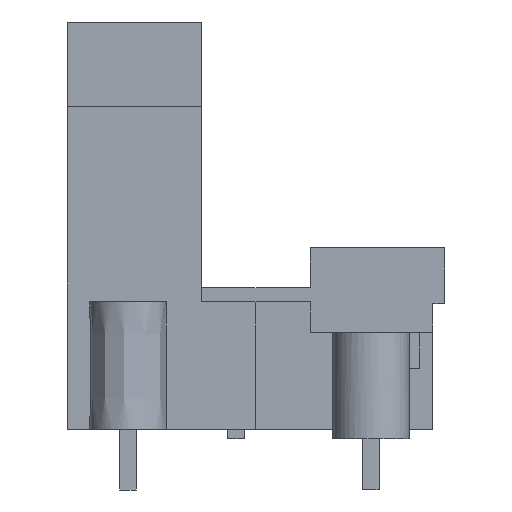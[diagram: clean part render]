
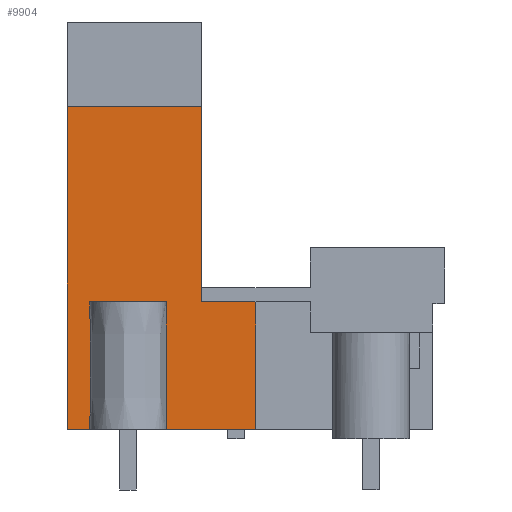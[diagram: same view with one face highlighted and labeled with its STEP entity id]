
A CAD part, left-side view. The second image highlights one B-rep face of the part: STEP entity #9904.
In plain terms, the highlighted planar face has unit normal (-1, 0, 0).
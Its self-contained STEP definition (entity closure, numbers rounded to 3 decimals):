
#9853=AXIS2_PLACEMENT_3D('Plane Axis2P3D',#9850,#9851,#9852) ;
#3667=CARTESIAN_POINT('Vertex',(3.84,11.84,3.8)) ;
#3670=CARTESIAN_POINT('Line Origine',(3.84,14.846,3.8)) ;
#3674=CARTESIAN_POINT('Vertex',(3.84,17.853,3.8)) ;
#3718=CARTESIAN_POINT('Vertex',(3.84,21.887,3.8)) ;
#3721=CARTESIAN_POINT('Line Origine',(3.84,22.779,3.8)) ;
#3725=CARTESIAN_POINT('Vertex',(3.84,23.67,3.8)) ;
#9365=CARTESIAN_POINT('Vertex',(3.84,15.24,12.7)) ;
#9395=CARTESIAN_POINT('Line Origine',(3.84,15.24,12.25)) ;
#9399=CARTESIAN_POINT('Vertex',(3.84,15.24,11.8)) ;
#9423=CARTESIAN_POINT('Vertex',(3.84,11.84,11.8)) ;
#9440=CARTESIAN_POINT('Line Origine',(3.84,13.54,11.8)) ;
#9688=CARTESIAN_POINT('Line Origine',(3.84,23.67,13.93)) ;
#9692=CARTESIAN_POINT('Vertex',(3.84,23.67,24.06)) ;
#9850=CARTESIAN_POINT('Axis2P3D Location',(3.84,23.67,3.2)) ;
#9855=CARTESIAN_POINT('Line Origine',(3.84,15.24,18.38)) ;
#9859=CARTESIAN_POINT('Vertex',(3.84,15.24,24.06)) ;
#9862=CARTESIAN_POINT('Line Origine',(3.84,19.455,24.06)) ;
#9867=CARTESIAN_POINT('Line Origine',(3.84,21.887,7.8)) ;
#9871=CARTESIAN_POINT('Vertex',(3.84,21.887,11.8)) ;
#9874=CARTESIAN_POINT('Line Origine',(3.84,19.87,11.8)) ;
#9878=CARTESIAN_POINT('Vertex',(3.84,17.853,11.8)) ;
#9881=CARTESIAN_POINT('Line Origine',(3.84,17.853,7.8)) ;
#9886=CARTESIAN_POINT('Line Origine',(3.84,11.84,7.8)) ;
#3671=DIRECTION('Vector Direction',(0.,-1.,0.)) ;
#3722=DIRECTION('Vector Direction',(0.,-1.,0.)) ;
#9396=DIRECTION('Vector Direction',(0.,0.,-1.)) ;
#9441=DIRECTION('Vector Direction',(0.,1.,0.)) ;
#9689=DIRECTION('Vector Direction',(0.,0.,1.)) ;
#9851=DIRECTION('Axis2P3D Direction',(-1.,0.,0.)) ;
#9852=DIRECTION('Axis2P3D XDirection',(0.,-1.,0.)) ;
#9856=DIRECTION('Vector Direction',(0.,0.,-1.)) ;
#9863=DIRECTION('Vector Direction',(0.,-1.,0.)) ;
#9868=DIRECTION('Vector Direction',(0.,0.,1.)) ;
#9875=DIRECTION('Vector Direction',(0.,1.,0.)) ;
#9882=DIRECTION('Vector Direction',(0.,0.,1.)) ;
#9887=DIRECTION('Vector Direction',(0.,0.,1.)) ;
#3672=VECTOR('Line Direction',#3671,1.) ;
#3723=VECTOR('Line Direction',#3722,1.) ;
#9397=VECTOR('Line Direction',#9396,1.) ;
#9442=VECTOR('Line Direction',#9441,1.) ;
#9690=VECTOR('Line Direction',#9689,1.) ;
#9857=VECTOR('Line Direction',#9856,1.) ;
#9864=VECTOR('Line Direction',#9863,1.) ;
#9869=VECTOR('Line Direction',#9868,1.) ;
#9876=VECTOR('Line Direction',#9875,1.) ;
#9883=VECTOR('Line Direction',#9882,1.) ;
#9888=VECTOR('Line Direction',#9887,1.) ;
#9892=ORIENTED_EDGE('',*,*,#9861,.F.) ;
#9893=ORIENTED_EDGE('',*,*,#9866,.T.) ;
#9894=ORIENTED_EDGE('',*,*,#9694,.T.) ;
#9895=ORIENTED_EDGE('',*,*,#3727,.T.) ;
#9896=ORIENTED_EDGE('',*,*,#9873,.T.) ;
#9897=ORIENTED_EDGE('',*,*,#9880,.F.) ;
#9898=ORIENTED_EDGE('',*,*,#9885,.F.) ;
#9899=ORIENTED_EDGE('',*,*,#3676,.T.) ;
#9900=ORIENTED_EDGE('',*,*,#9890,.T.) ;
#9901=ORIENTED_EDGE('',*,*,#9444,.T.) ;
#9902=ORIENTED_EDGE('',*,*,#9401,.F.) ;
#9904=ADVANCED_FACE('HOUSING',(#9903),#9854,.T.) ;
#3676=EDGE_CURVE('',#3675,#3668,#3673,.T.) ;
#3727=EDGE_CURVE('',#3726,#3719,#3724,.T.) ;
#9401=EDGE_CURVE('',#9366,#9400,#9398,.T.) ;
#9444=EDGE_CURVE('',#9424,#9400,#9443,.T.) ;
#9694=EDGE_CURVE('',#9693,#3726,#9691,.F.) ;
#9861=EDGE_CURVE('',#9860,#9366,#9858,.T.) ;
#9866=EDGE_CURVE('',#9860,#9693,#9865,.F.) ;
#9873=EDGE_CURVE('',#3719,#9872,#9870,.T.) ;
#9880=EDGE_CURVE('',#9879,#9872,#9877,.T.) ;
#9885=EDGE_CURVE('',#3675,#9879,#9884,.T.) ;
#9890=EDGE_CURVE('',#3668,#9424,#9889,.T.) ;
#9891=EDGE_LOOP('',(#9892,#9893,#9894,#9895,#9896,#9897,#9898,#9899,#9900,#9901,#9902)) ;
#9903=FACE_OUTER_BOUND('',#9891,.T.) ;
#3673=LINE('Line',#3670,#3672) ;
#3724=LINE('Line',#3721,#3723) ;
#9398=LINE('Line',#9395,#9397) ;
#9443=LINE('Line',#9440,#9442) ;
#9691=LINE('Line',#9688,#9690) ;
#9858=LINE('Line',#9855,#9857) ;
#9865=LINE('Line',#9862,#9864) ;
#9870=LINE('Line',#9867,#9869) ;
#9877=LINE('Line',#9874,#9876) ;
#9884=LINE('Line',#9881,#9883) ;
#9889=LINE('Line',#9886,#9888) ;
#9854=PLANE('',#9853) ;
#3668=VERTEX_POINT('',#3667) ;
#3675=VERTEX_POINT('',#3674) ;
#3719=VERTEX_POINT('',#3718) ;
#3726=VERTEX_POINT('',#3725) ;
#9366=VERTEX_POINT('',#9365) ;
#9400=VERTEX_POINT('',#9399) ;
#9424=VERTEX_POINT('',#9423) ;
#9693=VERTEX_POINT('',#9692) ;
#9860=VERTEX_POINT('',#9859) ;
#9872=VERTEX_POINT('',#9871) ;
#9879=VERTEX_POINT('',#9878) ;
